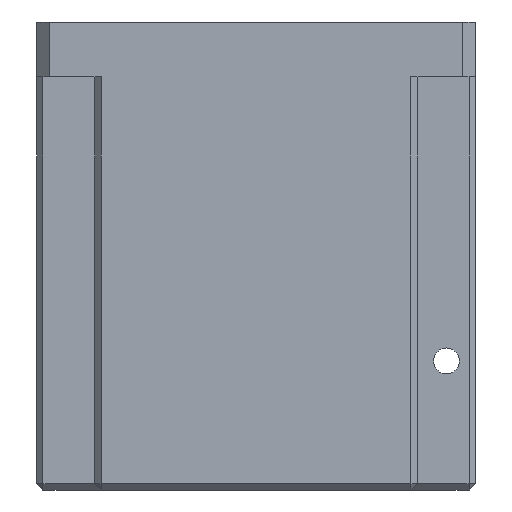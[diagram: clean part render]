
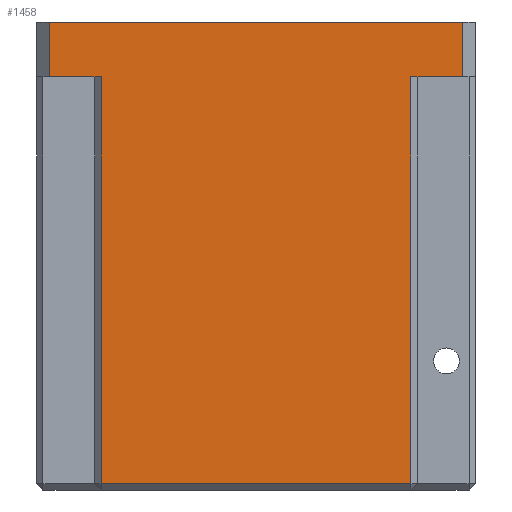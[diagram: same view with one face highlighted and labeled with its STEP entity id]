
A CAD part, left-side view. The second image highlights one B-rep face of the part: STEP entity #1458.
In plain terms, the highlighted planar face has unit normal (-1, 0, 0).
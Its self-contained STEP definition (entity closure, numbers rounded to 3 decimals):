
#137=FACE_OUTER_BOUND('',#230,.T.);
#230=EDGE_LOOP('',(#1149,#1150,#1151,#1152,#1153,#1154,#1155,#1156));
#346=LINE('',#2154,#516);
#389=LINE('',#2240,#559);
#392=LINE('',#2247,#562);
#405=LINE('',#2281,#575);
#406=LINE('',#2283,#576);
#407=LINE('',#2285,#577);
#408=LINE('',#2287,#578);
#409=LINE('',#2288,#579);
#516=VECTOR('',#1734,10.);
#559=VECTOR('',#1817,10.);
#562=VECTOR('',#1824,10.);
#575=VECTOR('',#1857,10.);
#576=VECTOR('',#1858,10.);
#577=VECTOR('',#1859,10.);
#578=VECTOR('',#1860,10.);
#579=VECTOR('',#1861,10.);
#666=VERTEX_POINT('',#2122);
#673=VERTEX_POINT('',#2144);
#675=VERTEX_POINT('',#2150);
#701=VERTEX_POINT('',#2245);
#712=VERTEX_POINT('',#2280);
#713=VERTEX_POINT('',#2282);
#714=VERTEX_POINT('',#2284);
#715=VERTEX_POINT('',#2286);
#815=EDGE_CURVE('',#673,#675,#346,.T.);
#858=EDGE_CURVE('',#666,#673,#389,.T.);
#861=EDGE_CURVE('',#701,#666,#392,.T.);
#878=EDGE_CURVE('',#712,#675,#405,.T.);
#879=EDGE_CURVE('',#701,#713,#406,.T.);
#880=EDGE_CURVE('',#714,#713,#407,.T.);
#881=EDGE_CURVE('',#715,#714,#408,.T.);
#882=EDGE_CURVE('',#712,#715,#409,.T.);
#1149=ORIENTED_EDGE('',*,*,#878,.T.);
#1150=ORIENTED_EDGE('',*,*,#815,.F.);
#1151=ORIENTED_EDGE('',*,*,#858,.F.);
#1152=ORIENTED_EDGE('',*,*,#861,.F.);
#1153=ORIENTED_EDGE('',*,*,#879,.T.);
#1154=ORIENTED_EDGE('',*,*,#880,.F.);
#1155=ORIENTED_EDGE('',*,*,#881,.F.);
#1156=ORIENTED_EDGE('',*,*,#882,.F.);
#1392=PLANE('',#1564);
#1458=ADVANCED_FACE('',(#137),#1392,.T.);
#1564=AXIS2_PLACEMENT_3D('',#2279,#1855,#1856);
#1734=DIRECTION('',(0.,0.,1.));
#1817=DIRECTION('',(0.,1.,0.));
#1824=DIRECTION('',(0.,0.,-1.));
#1855=DIRECTION('center_axis',(-1.,0.,0.));
#1856=DIRECTION('ref_axis',(0.,-1.,0.));
#1857=DIRECTION('',(0.,-1.,0.));
#1858=DIRECTION('',(0.,-1.,0.));
#1859=DIRECTION('',(0.,0.,-1.));
#1860=DIRECTION('',(0.,-1.,0.));
#1861=DIRECTION('',(0.,0.,1.));
#2122=CARTESIAN_POINT('',(0.,-50.,1.));
#2144=CARTESIAN_POINT('',(0.,-2.,1.));
#2150=CARTESIAN_POINT('',(0.,-2.,64.));
#2154=CARTESIAN_POINT('',(0.,-2.,0.));
#2240=CARTESIAN_POINT('',(0.,-22.5,1.));
#2245=CARTESIAN_POINT('',(0.,-50.,64.));
#2247=CARTESIAN_POINT('',(0.,-50.,0.));
#2279=CARTESIAN_POINT('Origin',(0.,0.,0.));
#2280=CARTESIAN_POINT('',(0.,6.,64.));
#2281=CARTESIAN_POINT('',(0.,1.75,64.));
#2282=CARTESIAN_POINT('',(0.,-58.,64.));
#2283=CARTESIAN_POINT('',(0.,-27.75,64.));
#2284=CARTESIAN_POINT('',(0.,-58.,72.5));
#2285=CARTESIAN_POINT('',(0.,-58.,35.75));
#2286=CARTESIAN_POINT('',(0.,6.,72.5));
#2287=CARTESIAN_POINT('',(0.,8.,72.5));
#2288=CARTESIAN_POINT('',(0.,6.,0.));
